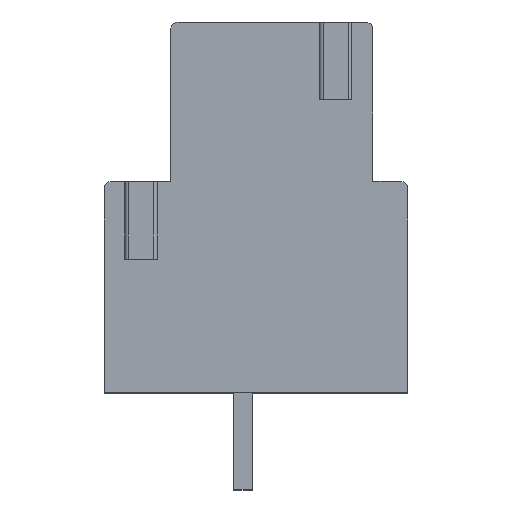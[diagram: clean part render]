
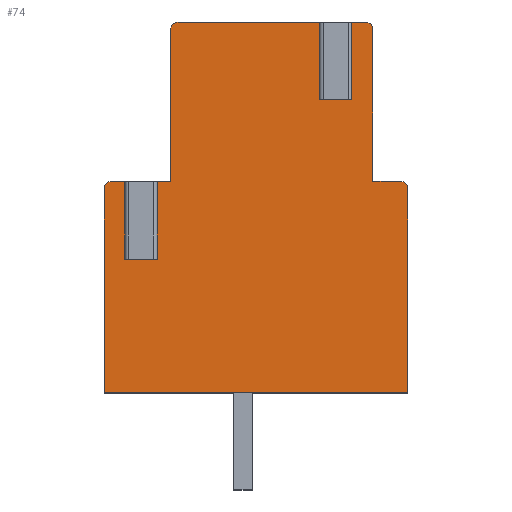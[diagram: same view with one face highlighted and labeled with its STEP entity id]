
A CAD part, top view. The second image highlights one B-rep face of the part: STEP entity #74.
In plain terms, the highlighted planar face has unit normal (0, 0, 1).
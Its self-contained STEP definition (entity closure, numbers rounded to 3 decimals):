
#74=ADVANCED_FACE('',(#313),#314,.T.);
#313=FACE_OUTER_BOUND('',#748,.T.);
#314=PLANE('',#749);
#748=EDGE_LOOP('',(#1323,#1324,#1325,#1326,#1327,#1328,#1329,#1330,#1331,#1332,#1333,#1334,#1335,#1336,#1337,#1338,#1339,#1340,#1341,#1342));
#749=AXIS2_PLACEMENT_3D('',#1343,#1344,#1345);
#1323=ORIENTED_EDGE('',*,*,#2985,.T.);
#1324=ORIENTED_EDGE('',*,*,#2986,.F.);
#1325=ORIENTED_EDGE('',*,*,#2987,.F.);
#1326=ORIENTED_EDGE('',*,*,#2988,.F.);
#1327=ORIENTED_EDGE('',*,*,#2989,.F.);
#1328=ORIENTED_EDGE('',*,*,#2990,.F.);
#1329=ORIENTED_EDGE('',*,*,#2991,.T.);
#1330=ORIENTED_EDGE('',*,*,#2992,.T.);
#1331=ORIENTED_EDGE('',*,*,#2993,.F.);
#1332=ORIENTED_EDGE('',*,*,#2994,.F.);
#1333=ORIENTED_EDGE('',*,*,#2995,.F.);
#1334=ORIENTED_EDGE('',*,*,#2996,.F.);
#1335=ORIENTED_EDGE('',*,*,#2997,.F.);
#1336=ORIENTED_EDGE('',*,*,#2998,.F.);
#1337=ORIENTED_EDGE('',*,*,#2999,.F.);
#1338=ORIENTED_EDGE('',*,*,#3000,.F.);
#1339=ORIENTED_EDGE('',*,*,#3001,.F.);
#1340=ORIENTED_EDGE('',*,*,#3002,.F.);
#1341=ORIENTED_EDGE('',*,*,#3003,.F.);
#1342=ORIENTED_EDGE('',*,*,#3004,.T.);
#1343=CARTESIAN_POINT('',(0.0,0.0,0.0));
#1344=DIRECTION('',(0.0,0.0,1.0));
#1345=DIRECTION('',(1.0,-0.0,0.0));
#2985=EDGE_CURVE('',#3646,#3647,#3648,.T.);
#2986=EDGE_CURVE('',#3649,#3647,#3650,.T.);
#2987=EDGE_CURVE('',#3651,#3649,#3652,.T.);
#2988=EDGE_CURVE('',#3653,#3651,#3654,.T.);
#2989=EDGE_CURVE('',#3655,#3653,#3656,.T.);
#2990=EDGE_CURVE('',#3657,#3655,#3658,.T.);
#2991=EDGE_CURVE('',#3657,#3659,#3660,.T.);
#2992=EDGE_CURVE('',#3659,#3661,#3662,.T.);
#2993=EDGE_CURVE('',#3663,#3661,#3664,.T.);
#2994=EDGE_CURVE('',#3665,#3663,#3666,.T.);
#2995=EDGE_CURVE('',#3667,#3665,#3668,.T.);
#2996=EDGE_CURVE('',#3669,#3667,#3670,.T.);
#2997=EDGE_CURVE('',#3671,#3669,#3672,.T.);
#2998=EDGE_CURVE('',#3673,#3671,#3674,.T.);
#2999=EDGE_CURVE('',#3675,#3673,#3676,.T.);
#3000=EDGE_CURVE('',#3677,#3675,#3678,.T.);
#3001=EDGE_CURVE('',#3679,#3677,#3680,.T.);
#3002=EDGE_CURVE('',#3681,#3679,#3682,.T.);
#3003=EDGE_CURVE('',#3683,#3681,#3684,.T.);
#3004=EDGE_CURVE('',#3683,#3646,#3685,.T.);
#3646=VERTEX_POINT('',#4673);
#3647=VERTEX_POINT('',#4674);
#3648=LINE('',#4675,#4676);
#3649=VERTEX_POINT('',#4677);
#3650=LINE('',#4678,#4679);
#3651=VERTEX_POINT('',#4680);
#3652=CIRCLE('',#4681,0.2);
#3653=VERTEX_POINT('',#4682);
#3654=LINE('',#4683,#4684);
#3655=VERTEX_POINT('',#4685);
#3656=LINE('',#4686,#4687);
#3657=VERTEX_POINT('',#4688);
#3658=LINE('',#4689,#4690);
#3659=VERTEX_POINT('',#4691);
#3660=LINE('',#4692,#4693);
#3661=VERTEX_POINT('',#4694);
#3662=LINE('',#4695,#4696);
#3663=VERTEX_POINT('',#4697);
#3664=LINE('',#4698,#4699);
#3665=VERTEX_POINT('',#4700);
#3666=CIRCLE('',#4701,0.2);
#3667=VERTEX_POINT('',#4702);
#3668=LINE('',#4703,#4704);
#3669=VERTEX_POINT('',#4705);
#3670=LINE('',#4706,#4707);
#3671=VERTEX_POINT('',#4708);
#3672=LINE('',#4709,#4710);
#3673=VERTEX_POINT('',#4711);
#3674=CIRCLE('',#4712,0.2);
#3675=VERTEX_POINT('',#4713);
#3676=LINE('',#4714,#4715);
#3677=VERTEX_POINT('',#4716);
#3678=LINE('',#4717,#4718);
#3679=VERTEX_POINT('',#4719);
#3680=CIRCLE('',#4720,0.2);
#3681=VERTEX_POINT('',#4721);
#3682=LINE('',#4722,#4723);
#3683=VERTEX_POINT('',#4724);
#3684=LINE('',#4725,#4726);
#3685=LINE('',#4727,#4728);
#4673=CARTESIAN_POINT('',(1.388,5.15,0.0));
#4674=CARTESIAN_POINT('',(1.388,7.25,0.0));
#4675=CARTESIAN_POINT('',(1.388,5.15,0.0));
#4676=VECTOR('',#6015,2.1);
#4677=CARTESIAN_POINT('',(-2.525,7.25,0.0));
#4678=CARTESIAN_POINT('',(-2.525,7.25,0.0));
#4679=VECTOR('',#6016,3.913);
#4680=CARTESIAN_POINT('',(-2.725,7.05,0.0));
#4681=AXIS2_PLACEMENT_3D('',#6017,#6018,#6019);
#4682=CARTESIAN_POINT('',(-2.725,2.95,0.0));
#4683=CARTESIAN_POINT('',(-2.725,2.95,0.0));
#4684=VECTOR('',#6020,4.1);
#4685=CARTESIAN_POINT('',(-3.188,2.95,0.0));
#4686=CARTESIAN_POINT('',(-3.188,2.95,0.0));
#4687=VECTOR('',#6021,0.463);
#4688=CARTESIAN_POINT('',(-3.188,0.85,0.0));
#4689=CARTESIAN_POINT('',(-3.188,0.85,0.0));
#4690=VECTOR('',#6022,2.1);
#4691=CARTESIAN_POINT('',(-3.863,0.85,0.0));
#4692=CARTESIAN_POINT('',(-3.188,0.85,0.0));
#4693=VECTOR('',#6023,0.675);
#4694=CARTESIAN_POINT('',(-3.863,2.95,0.0));
#4695=CARTESIAN_POINT('',(-3.863,0.85,0.0));
#4696=VECTOR('',#6024,2.1);
#4697=CARTESIAN_POINT('',(-4.325,2.95,0.0));
#4698=CARTESIAN_POINT('',(-4.325,2.95,0.0));
#4699=VECTOR('',#6025,0.463);
#4700=CARTESIAN_POINT('',(-4.525,2.75,0.0));
#4701=AXIS2_PLACEMENT_3D('',#6026,#6027,#6028);
#4702=CARTESIAN_POINT('',(-4.525,-2.75,0.0));
#4703=CARTESIAN_POINT('',(-4.525,-2.75,0.0));
#4704=VECTOR('',#6029,5.5);
#4705=CARTESIAN_POINT('',(3.675,-2.75,0.0));
#4706=CARTESIAN_POINT('',(3.675,-2.75,0.0));
#4707=VECTOR('',#6030,8.2);
#4708=CARTESIAN_POINT('',(3.675,2.75,0.0));
#4709=CARTESIAN_POINT('',(3.675,2.75,0.0));
#4710=VECTOR('',#6031,5.5);
#4711=CARTESIAN_POINT('',(3.475,2.95,0.0));
#4712=AXIS2_PLACEMENT_3D('',#6032,#6033,#6034);
#4713=CARTESIAN_POINT('',(2.725,2.95,0.0));
#4714=CARTESIAN_POINT('',(2.725,2.95,0.0));
#4715=VECTOR('',#6035,0.75);
#4716=CARTESIAN_POINT('',(2.725,7.05,0.0));
#4717=CARTESIAN_POINT('',(2.725,7.05,0.0));
#4718=VECTOR('',#6036,4.1);
#4719=CARTESIAN_POINT('',(2.525,7.25,0.0));
#4720=AXIS2_PLACEMENT_3D('',#6037,#6038,#6039);
#4721=CARTESIAN_POINT('',(2.063,7.25,0.0));
#4722=CARTESIAN_POINT('',(2.063,7.25,0.0));
#4723=VECTOR('',#6040,0.463);
#4724=CARTESIAN_POINT('',(2.063,5.15,0.0));
#4725=CARTESIAN_POINT('',(2.063,5.15,0.0));
#4726=VECTOR('',#6041,2.1);
#4727=CARTESIAN_POINT('',(2.063,5.15,0.0));
#4728=VECTOR('',#6042,0.675);
#6015=DIRECTION('',(0.0,1.0,0.0));
#6016=DIRECTION('',(1.0,0.0,0.0));
#6017=CARTESIAN_POINT('',(-2.525,7.05,0.0));
#6018=DIRECTION('',(0.0,0.0,-1.0));
#6019=DIRECTION('',(-1.0,0.,0.0));
#6020=DIRECTION('',(0.0,1.0,0.0));
#6021=DIRECTION('',(1.0,0.0,0.0));
#6022=DIRECTION('',(0.0,1.0,0.0));
#6023=DIRECTION('',(-1.0,0.0,0.0));
#6024=DIRECTION('',(0.0,1.0,0.0));
#6025=DIRECTION('',(1.0,0.0,0.0));
#6026=CARTESIAN_POINT('',(-4.325,2.75,0.0));
#6027=DIRECTION('',(0.0,0.0,-1.0));
#6028=DIRECTION('',(-1.0,0.,0.0));
#6029=DIRECTION('',(0.0,1.0,0.0));
#6030=DIRECTION('',(-1.0,0.0,0.0));
#6031=DIRECTION('',(0.0,-1.0,0.0));
#6032=CARTESIAN_POINT('',(3.475,2.75,0.0));
#6033=DIRECTION('',(0.0,0.0,-1.0));
#6034=DIRECTION('',(0.0,1.0,0.0));
#6035=DIRECTION('',(1.0,0.0,0.0));
#6036=DIRECTION('',(0.0,-1.0,0.0));
#6037=CARTESIAN_POINT('',(2.525,7.05,0.0));
#6038=DIRECTION('',(0.0,0.0,-1.0));
#6039=DIRECTION('',(0.0,1.0,0.0));
#6040=DIRECTION('',(1.0,0.0,0.0));
#6041=DIRECTION('',(0.0,1.0,0.0));
#6042=DIRECTION('',(-1.0,0.0,0.0));
